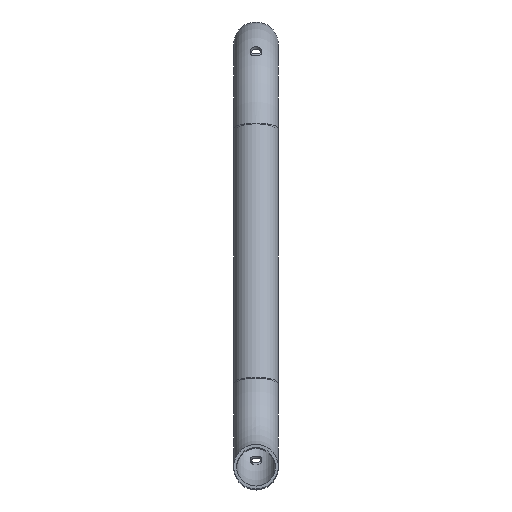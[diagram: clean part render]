
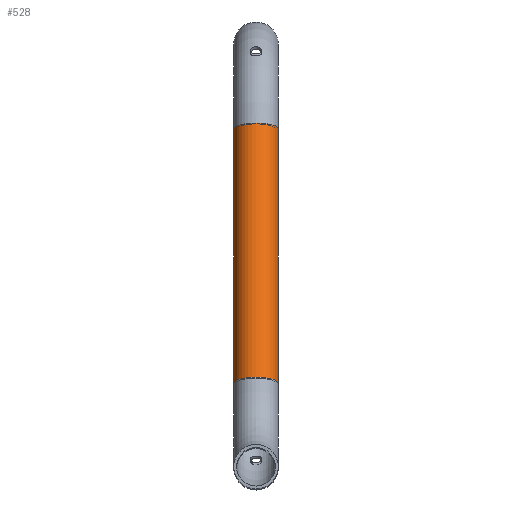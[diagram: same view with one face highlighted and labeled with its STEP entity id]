
A CAD part, top view. The second image highlights one B-rep face of the part: STEP entity #528.
In plain terms, the highlighted cylindrical face has radius 24.15 mm (diameter 48.3 mm), a full revolution.
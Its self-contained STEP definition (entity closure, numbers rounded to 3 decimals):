
#59=CIRCLE('',#589,24.15);
#60=CIRCLE('',#590,24.15);
#61=CIRCLE('',#592,24.15);
#62=CIRCLE('',#593,24.15);
#84=FACE_OUTER_BOUND('',#117,.T.);
#117=EDGE_LOOP('',(#457,#458,#459,#460,#461,#462));
#147=LINE('',#1547,#163);
#163=VECTOR('',#690,24.15);
#254=VERTEX_POINT('',#1540);
#255=VERTEX_POINT('',#1542);
#256=VERTEX_POINT('',#1546);
#257=VERTEX_POINT('',#1548);
#329=EDGE_CURVE('',#254,#255,#59,.T.);
#330=EDGE_CURVE('',#255,#254,#60,.T.);
#331=EDGE_CURVE('',#255,#256,#147,.T.);
#332=EDGE_CURVE('',#256,#257,#61,.T.);
#333=EDGE_CURVE('',#257,#256,#62,.T.);
#457=ORIENTED_EDGE('',*,*,#330,.F.);
#458=ORIENTED_EDGE('',*,*,#331,.T.);
#459=ORIENTED_EDGE('',*,*,#332,.T.);
#460=ORIENTED_EDGE('',*,*,#333,.T.);
#461=ORIENTED_EDGE('',*,*,#331,.F.);
#462=ORIENTED_EDGE('',*,*,#329,.F.);
#509=CYLINDRICAL_SURFACE('',#591,24.15);
#528=ADVANCED_FACE('',(#84),#509,.T.);
#589=AXIS2_PLACEMENT_3D('',#1543,#684,#685);
#590=AXIS2_PLACEMENT_3D('',#1544,#686,#687);
#591=AXIS2_PLACEMENT_3D('',#1545,#688,#689);
#592=AXIS2_PLACEMENT_3D('',#1549,#691,#692);
#593=AXIS2_PLACEMENT_3D('',#1550,#693,#694);
#684=DIRECTION('center_axis',(0.,0.966,-0.259));
#685=DIRECTION('ref_axis',(-1.,0.,0.));
#686=DIRECTION('center_axis',(0.,0.966,-0.259));
#687=DIRECTION('ref_axis',(-1.,0.,0.));
#688=DIRECTION('center_axis',(0.,0.966,-0.259));
#689=DIRECTION('ref_axis',(-1.,0.,0.));
#690=DIRECTION('',(0.,-0.966,0.259));
#691=DIRECTION('center_axis',(0.,0.966,-0.259));
#692=DIRECTION('ref_axis',(-1.,0.,0.));
#693=DIRECTION('center_axis',(0.,0.966,-0.259));
#694=DIRECTION('ref_axis',(-1.,0.,0.));
#1540=CARTESIAN_POINT('',(0.,361.732,-841.928));
#1542=CARTESIAN_POINT('',(24.15,367.982,-818.601));
#1543=CARTESIAN_POINT('Origin',(0.,367.982,-818.601));
#1544=CARTESIAN_POINT('Origin',(0.,367.982,-818.601));
#1545=CARTESIAN_POINT('Origin',(0.,92.018,-744.656));
#1546=CARTESIAN_POINT('',(24.15,92.018,-744.656));
#1547=CARTESIAN_POINT('',(24.15,92.018,-744.656));
#1548=CARTESIAN_POINT('',(0.,98.268,-721.329));
#1549=CARTESIAN_POINT('Origin',(0.,92.018,-744.656));
#1550=CARTESIAN_POINT('Origin',(0.,92.018,-744.656));
